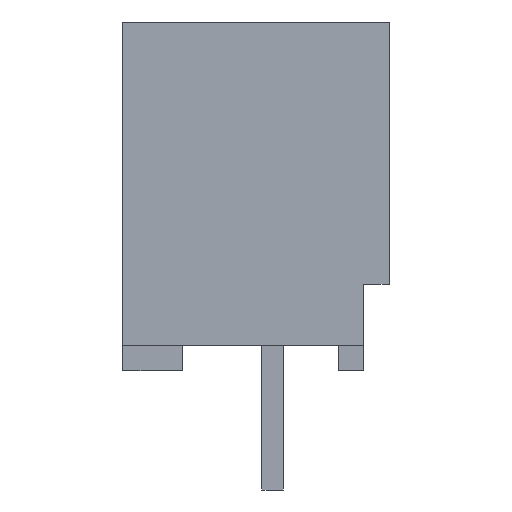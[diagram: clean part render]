
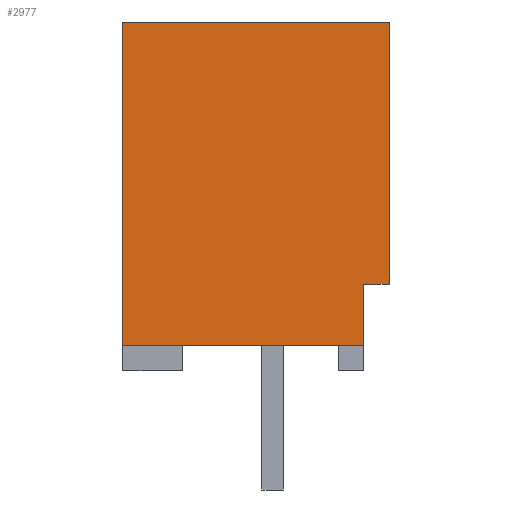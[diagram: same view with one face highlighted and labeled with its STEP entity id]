
A CAD part, left-side view. The second image highlights one B-rep face of the part: STEP entity #2977.
In plain terms, the highlighted planar face has unit normal (-1, 0, 0).
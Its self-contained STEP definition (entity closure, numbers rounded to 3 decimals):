
#238=DIRECTION('',(0.,1.,0.));
#239=VECTOR('',#238,7.188);
#240=CARTESIAN_POINT('',(-6.147,-3.213,-9.652));
#241=LINE('',#240,#239);
#631=DIRECTION('',(0.,1.,0.));
#632=VECTOR('',#631,7.95);
#633=CARTESIAN_POINT('',(-6.147,-3.975,0.));
#634=LINE('',#633,#632);
#940=DIRECTION('',(0.,0.,1.));
#941=VECTOR('',#940,7.823);
#942=CARTESIAN_POINT('',(-6.147,-3.975,-7.823));
#943=LINE('',#942,#941);
#944=DIRECTION('',(0.,0.,1.));
#945=VECTOR('',#944,1.829);
#946=CARTESIAN_POINT('',(-6.147,-3.213,-9.652));
#947=LINE('',#946,#945);
#948=DIRECTION('',(0.,0.,1.));
#949=VECTOR('',#948,9.652);
#950=CARTESIAN_POINT('',(-6.147,3.975,-9.652));
#951=LINE('',#950,#949);
#952=DIRECTION('',(0.,1.,0.));
#953=VECTOR('',#952,0.762);
#954=CARTESIAN_POINT('',(-6.147,-3.975,-7.823));
#955=LINE('',#954,#953);
#1524=CARTESIAN_POINT('',(-6.147,-3.975,0.));
#1525=CARTESIAN_POINT('',(-6.147,3.975,0.));
#1526=VERTEX_POINT('',#1524);
#1527=VERTEX_POINT('',#1525);
#1532=CARTESIAN_POINT('',(-6.147,3.975,-9.652));
#1533=VERTEX_POINT('',#1532);
#1568=CARTESIAN_POINT('',(-6.147,-3.213,-9.652));
#1569=CARTESIAN_POINT('',(-6.147,-3.213,-7.823));
#1570=VERTEX_POINT('',#1568);
#1571=VERTEX_POINT('',#1569);
#1572=CARTESIAN_POINT('',(-6.147,-3.975,-7.823));
#1573=VERTEX_POINT('',#1572);
#2964=CARTESIAN_POINT('',(-6.147,3.975,0.));
#2965=DIRECTION('',(-1.,0.,0.));
#2966=DIRECTION('',(0.,-1.,0.));
#2967=AXIS2_PLACEMENT_3D('',#2964,#2965,#2966);
#2968=PLANE('',#2967);
#2969=ORIENTED_EDGE('',*,*,#2138,.F.);
#2970=ORIENTED_EDGE('',*,*,#2049,.T.);
#2971=ORIENTED_EDGE('',*,*,#2303,.T.);
#2972=ORIENTED_EDGE('',*,*,#2618,.F.);
#2973=ORIENTED_EDGE('',*,*,#2945,.F.);
#2974=ORIENTED_EDGE('',*,*,#2956,.T.);
#2975=EDGE_LOOP('',(#2969,#2970,#2971,#2972,#2973,#2974));
#2976=FACE_OUTER_BOUND('',#2975,.F.);
#2049=EDGE_CURVE('',#1570,#1533,#241,.T.);
#2138=EDGE_CURVE('',#1570,#1571,#947,.T.);
#2303=EDGE_CURVE('',#1533,#1527,#951,.T.);
#2618=EDGE_CURVE('',#1526,#1527,#634,.T.);
#2945=EDGE_CURVE('',#1573,#1526,#943,.T.);
#2956=EDGE_CURVE('',#1573,#1571,#955,.T.);
#2977=ADVANCED_FACE('',(#2976),#2968,.T.);
